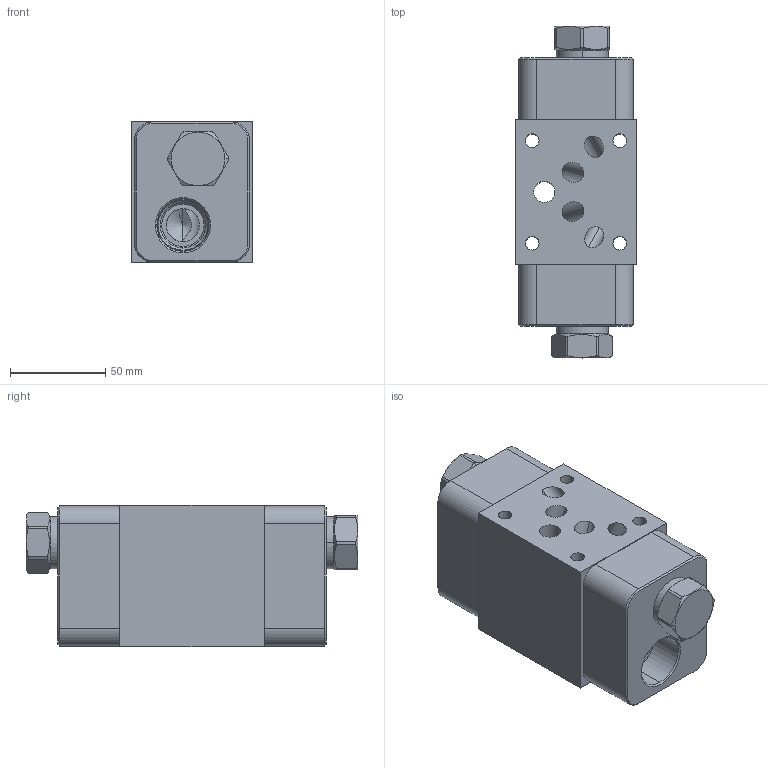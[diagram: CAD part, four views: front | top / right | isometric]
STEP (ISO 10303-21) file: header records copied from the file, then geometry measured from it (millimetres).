
FILE_DESCRIPTION((''),'2;1');
FILE_NAME('BB9_ASM','2019-09-26T',('ProEService'),(''),'PRO/ENGINEER BY PARAMETRIC TECHNOLOGY CORPORATION, 2014200','PRO/ENGINEER BY PARAMETRIC TECHNOLOGY CORPORATION, 2014200','');
FILE_SCHEMA(('CONFIG_CONTROL_DESIGN'));
Length unit declared in the file: inch
Products named in the file (5): 153-079; CXFAXCN; 500-001-014; 700-001; BB9_ASM
Assembly tree (9 placements, depth 2):
  BB9_ASM
    153-079
    CXFAXCN  x2
    500-001-014  x5
    700-001
Bounding box: 63.5 x 174.6 x 74.63 mm (x, y, z)
Volume: 544120.3 mm3; surface area: 102587.6 mm2
Topology: 12 solids, 12 shells, 413 faces, 1323 edges, 1085 vertices
Faces by surface type: cylinder 160, cone 83, plane 70, torus 44, revolution 36, sphere 20
Entity records: 15007 total; most frequent: CARTESIAN_POINT 6053, DIRECTION 1862, ORIENTED_EDGE 1504, EDGE_CURVE 752, AXIS2_PLACEMENT_3D 641, VECTOR 568, LINE 568, VERTEX_POINT 467
